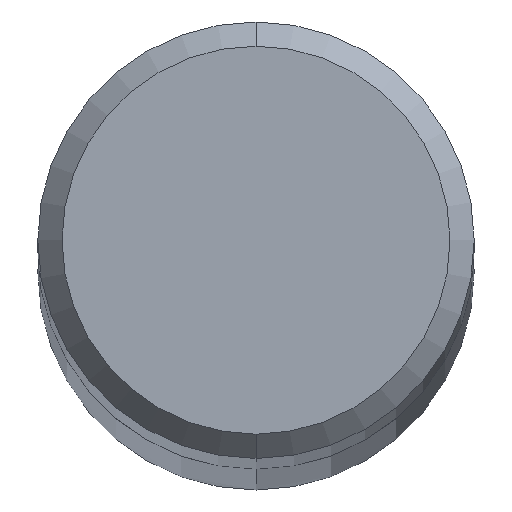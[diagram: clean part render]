
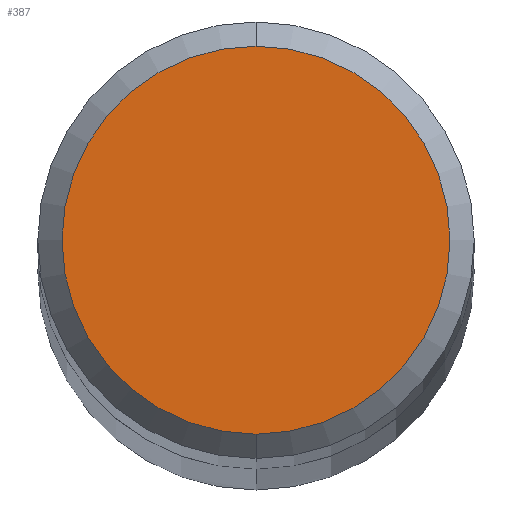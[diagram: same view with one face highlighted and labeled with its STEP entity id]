
A CAD part, top view. The second image highlights one B-rep face of the part: STEP entity #387.
In plain terms, the highlighted planar face has unit normal (0, 0, 1).
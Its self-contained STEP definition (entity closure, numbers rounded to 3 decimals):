
#197=VERTEX_POINT('',#458);
#203=EDGE_CURVE('',#197,#319,#466,.T.);
#227=EDGE_CURVE('',#319,#197,#495,.T.);
#319=VERTEX_POINT('',#595);
#387=ADVANCED_FACE('',(#668),#669,.T.);
#458=CARTESIAN_POINT('',(0.,-3.2,98.0));
#466=CIRCLE('',#801,3.2);
#495=CIRCLE('',#864,3.2);
#595=CARTESIAN_POINT('',(0.0,3.2,98.0));
#668=FACE_OUTER_BOUND('',#1263,.T.);
#669=PLANE('',#1264);
#801=AXIS2_PLACEMENT_3D('',#1322,#1323,#1324);
#864=AXIS2_PLACEMENT_3D('',#1382,#1383,#1384);
#1263=EDGE_LOOP('',(#1547,#1548));
#1264=AXIS2_PLACEMENT_3D('',#1549,#1550,#1551);
#1322=CARTESIAN_POINT('',(0.0,0.0,98.0));
#1323=DIRECTION('',(0.0,0.0,-1.0));
#1324=DIRECTION('',(0.0,1.0,0.0));
#1382=CARTESIAN_POINT('',(0.0,0.0,98.0));
#1383=DIRECTION('',(0.0,0.0,-1.0));
#1384=DIRECTION('',(0.0,1.0,0.0));
#1547=ORIENTED_EDGE('',*,*,#227,.F.);
#1548=ORIENTED_EDGE('',*,*,#203,.F.);
#1549=CARTESIAN_POINT('',(0.0,1.6,98.0));
#1550=DIRECTION('',(0.0,0.0,1.0));
#1551=DIRECTION('',(0.0,-1.0,0.0));
